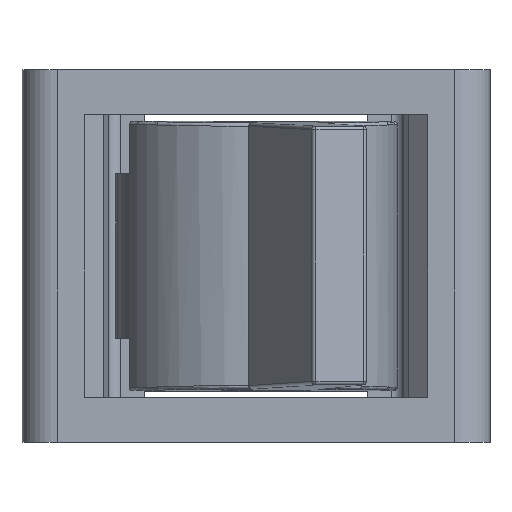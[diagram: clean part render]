
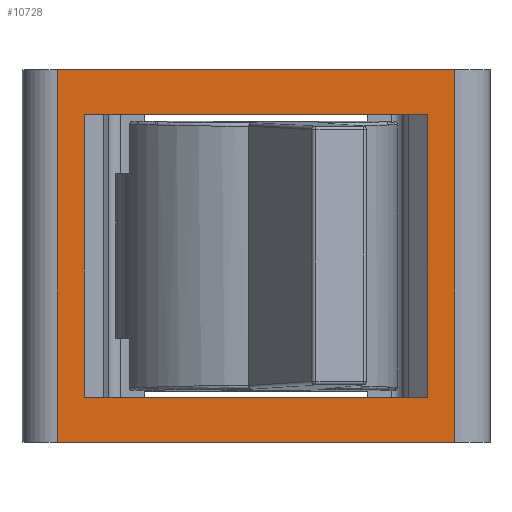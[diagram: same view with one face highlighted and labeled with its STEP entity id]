
A CAD part, top view. The second image highlights one B-rep face of the part: STEP entity #10728.
In plain terms, the highlighted planar face has unit normal (0, 0, 1).
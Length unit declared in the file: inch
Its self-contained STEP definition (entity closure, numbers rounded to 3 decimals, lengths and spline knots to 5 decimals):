
#72=FACE_BOUND('',#1551,.T.);
#355=PLANE('',#11559);
#928=FACE_OUTER_BOUND('',#1550,.T.);
#1550=EDGE_LOOP('',(#9073,#9074,#9075,#9076));
#1551=EDGE_LOOP('',(#9077,#9078,#9079,#9080));
#2786=LINE('',#16863,#4023);
#2805=LINE('',#16909,#4042);
#2817=LINE('',#16934,#4054);
#2819=LINE('',#16938,#4056);
#2821=LINE('',#16948,#4058);
#2822=LINE('',#16951,#4059);
#2826=LINE('',#16961,#4063);
#2827=LINE('',#16962,#4064);
#4023=VECTOR('',#13779,0.3937);
#4042=VECTOR('',#13814,0.3937);
#4054=VECTOR('',#13834,0.3937);
#4056=VECTOR('',#13840,0.3937);
#4058=VECTOR('',#13850,0.3937);
#4059=VECTOR('',#13853,0.3937);
#4063=VECTOR('',#13861,0.3937);
#4064=VECTOR('',#13862,0.3937);
#5178=VERTEX_POINT('',#16860);
#5179=VERTEX_POINT('',#16862);
#5197=VERTEX_POINT('',#16906);
#5198=VERTEX_POINT('',#16908);
#5208=VERTEX_POINT('',#16941);
#5211=VERTEX_POINT('',#16946);
#5212=VERTEX_POINT('',#16950);
#5216=VERTEX_POINT('',#16960);
#6509=EDGE_CURVE('',#5178,#5179,#2786,.T.);
#6532=EDGE_CURVE('',#5198,#5197,#2805,.T.);
#6546=EDGE_CURVE('',#5179,#5197,#2817,.T.);
#6548=EDGE_CURVE('',#5198,#5178,#2819,.T.);
#6552=EDGE_CURVE('',#5211,#5208,#2821,.T.);
#6553=EDGE_CURVE('',#5208,#5212,#2822,.T.);
#6558=EDGE_CURVE('',#5216,#5211,#2826,.T.);
#6559=EDGE_CURVE('',#5212,#5216,#2827,.T.);
#9073=ORIENTED_EDGE('',*,*,#6552,.F.);
#9074=ORIENTED_EDGE('',*,*,#6558,.F.);
#9075=ORIENTED_EDGE('',*,*,#6559,.F.);
#9076=ORIENTED_EDGE('',*,*,#6553,.F.);
#9077=ORIENTED_EDGE('',*,*,#6509,.F.);
#9078=ORIENTED_EDGE('',*,*,#6548,.F.);
#9079=ORIENTED_EDGE('',*,*,#6532,.T.);
#9080=ORIENTED_EDGE('',*,*,#6546,.F.);
#10728=ADVANCED_FACE('',(#928,#72),#355,.T.);
#11559=AXIS2_PLACEMENT_3D('',#16959,#13859,#13860);
#13779=DIRECTION('',(-1.,0.,0.));
#13814=DIRECTION('',(-1.,0.,0.));
#13834=DIRECTION('',(0.,-1.,0.));
#13840=DIRECTION('',(0.,1.,0.));
#13850=DIRECTION('',(0.,-1.,0.));
#13853=DIRECTION('',(-1.,0.,0.));
#13859=DIRECTION('center_axis',(0.,0.,
1.));
#13860=DIRECTION('ref_axis',(0.,-1.,0.));
#13861=DIRECTION('',(1.,0.,0.));
#13862=DIRECTION('',(0.,1.,0.));
#16860=CARTESIAN_POINT('',(0.28642,0.23622,0.7378));
#16862=CARTESIAN_POINT('',(-0.28642,0.23622,0.7378));
#16863=CARTESIAN_POINT('',(-0.12746,0.23622,0.7378));
#16906=CARTESIAN_POINT('',(-0.28642,-0.23622,0.7378));
#16908=CARTESIAN_POINT('',(0.28642,-0.23622,0.7378));
#16909=CARTESIAN_POINT('',(0.12746,-0.23622,0.7378));
#16934=CARTESIAN_POINT('',(-0.28642,-0.11811,0.7378));
#16938=CARTESIAN_POINT('',(0.28642,0.11811,0.7378));
#16941=CARTESIAN_POINT('',(0.33169,-0.31102,0.7378));
#16946=CARTESIAN_POINT('',(0.33169,0.31102,0.7378));
#16948=CARTESIAN_POINT('',(0.33169,0.15551,0.7378));
#16950=CARTESIAN_POINT('',(-0.33169,-0.31102,0.7378));
#16951=CARTESIAN_POINT('',(0.39075,-0.31102,0.7378));
#16959=CARTESIAN_POINT('Origin',(0.,0.,
0.7378));
#16960=CARTESIAN_POINT('',(-0.33169,0.31102,0.7378));
#16961=CARTESIAN_POINT('',(-0.39075,0.31102,0.7378));
#16962=CARTESIAN_POINT('',(-0.33169,-0.15551,0.7378));
